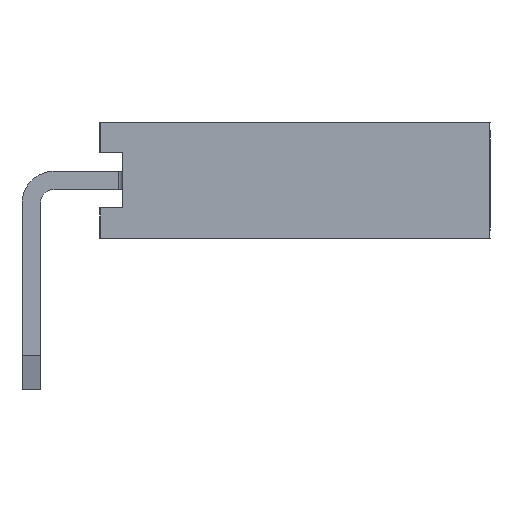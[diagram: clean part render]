
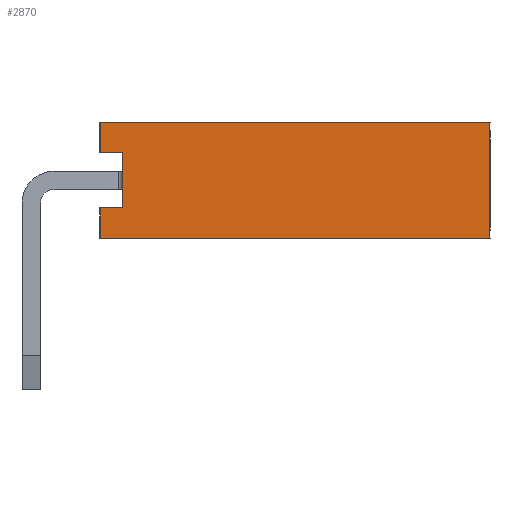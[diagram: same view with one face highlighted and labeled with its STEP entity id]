
A CAD part, left-side view. The second image highlights one B-rep face of the part: STEP entity #2870.
In plain terms, the highlighted planar face has unit normal (-1, 0, 0).
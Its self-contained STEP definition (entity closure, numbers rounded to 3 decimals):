
#2870=ADVANCED_FACE('',(#15434),#15436,.T.);
#15434=FACE_BOUND('',#15435,.T.);
#15435=EDGE_LOOP('',(#25541,#25542,#25543,#25544,#25545,#25546,#25547,#25548));
#15436=PLANE('',#15437);
#15437=AXIS2_PLACEMENT_3D('',#15438,#15439,#15440);
#15438=CARTESIAN_POINT('',(-1.27,-1.5,2.54));
#15439=DIRECTION('',(-1.,0.,0.));
#15440=DIRECTION('',(0.,0.,-1.));
#25541=ORIENTED_EDGE('',*,*,#32821,.T.);
#25542=ORIENTED_EDGE('',*,*,#32822,.T.);
#25543=ORIENTED_EDGE('',*,*,#32823,.T.);
#25544=ORIENTED_EDGE('',*,*,#32824,.F.);
#25545=ORIENTED_EDGE('',*,*,#32825,.F.);
#25546=ORIENTED_EDGE('',*,*,#32826,.T.);
#25547=ORIENTED_EDGE('',*,*,#32827,.T.);
#25548=ORIENTED_EDGE('',*,*,#32329,.T.);
#32329=EDGE_CURVE('',#37025,#37026,#37027,.T.);
#32821=EDGE_CURVE('',#37026,#37721,#37722,.F.);
#32822=EDGE_CURVE('',#37721,#37723,#37724,.T.);
#32823=EDGE_CURVE('',#37723,#37725,#37726,.T.);
#32824=EDGE_CURVE('',#37727,#37725,#37728,.T.);
#32825=EDGE_CURVE('',#37729,#37727,#37730,.T.);
#32826=EDGE_CURVE('',#37729,#37731,#37732,.T.);
#32827=EDGE_CURVE('',#37731,#37025,#37733,.F.);
#37025=VERTEX_POINT('',#45293);
#37026=VERTEX_POINT('',#45294);
#37027=LINE('',#45295,#45296);
#37721=VERTEX_POINT('',#46973);
#37722=LINE('',#46974,#46975);
#37723=VERTEX_POINT('',#46977);
#37724=LINE('',#46978,#46979);
#37725=VERTEX_POINT('',#46981);
#37726=LINE('',#46982,#46983);
#37727=VERTEX_POINT('',#46985);
#37728=LINE('',#46986,#46987);
#37729=VERTEX_POINT('',#46989);
#37730=LINE('',#46990,#46991);
#37731=VERTEX_POINT('',#46993);
#37732=LINE('',#46994,#46995);
#37733=LINE('',#46997,#46998);
#45293=CARTESIAN_POINT('',(-1.27,-2.,1.87));
#45294=CARTESIAN_POINT('',(-1.27,-2.,0.67));
#45295=CARTESIAN_POINT('',(-1.27,-2.,1.87));
#45296=VECTOR('',#45297,1.);
#45297=DIRECTION('',(0.,0.,-1.));
#46973=CARTESIAN_POINT('',(-1.27,-1.5,0.67));
#46974=CARTESIAN_POINT('',(-1.27,-1.5,0.67));
#46975=VECTOR('',#46976,1.);
#46976=DIRECTION('',(0.,-1.,0.));
#46977=CARTESIAN_POINT('',(-1.27,-1.5,0.));
#46978=CARTESIAN_POINT('',(-1.27,-1.5,0.67));
#46979=VECTOR('',#46980,1.);
#46980=DIRECTION('',(0.,0.,-1.));
#46981=CARTESIAN_POINT('',(-1.27,-10.,0.));
#46982=CARTESIAN_POINT('',(-1.27,-1.5,0.));
#46983=VECTOR('',#46984,1.);
#46984=DIRECTION('',(0.,-1.,0.));
#46985=CARTESIAN_POINT('',(-1.27,-10.,2.54));
#46986=CARTESIAN_POINT('',(-1.27,-10.,2.54));
#46987=VECTOR('',#46988,1.);
#46988=DIRECTION('',(0.,0.,-1.));
#46989=CARTESIAN_POINT('',(-1.27,-1.5,2.54));
#46990=CARTESIAN_POINT('',(-1.27,-1.5,2.54));
#46991=VECTOR('',#46992,1.);
#46992=DIRECTION('',(0.,-1.,0.));
#46993=CARTESIAN_POINT('',(-1.27,-1.5,1.87));
#46994=CARTESIAN_POINT('',(-1.27,-1.5,2.54));
#46995=VECTOR('',#46996,1.);
#46996=DIRECTION('',(0.,0.,-1.));
#46997=CARTESIAN_POINT('',(-1.27,-2.,1.87));
#46998=VECTOR('',#46999,1.);
#46999=DIRECTION('',(0.,1.,0.));
